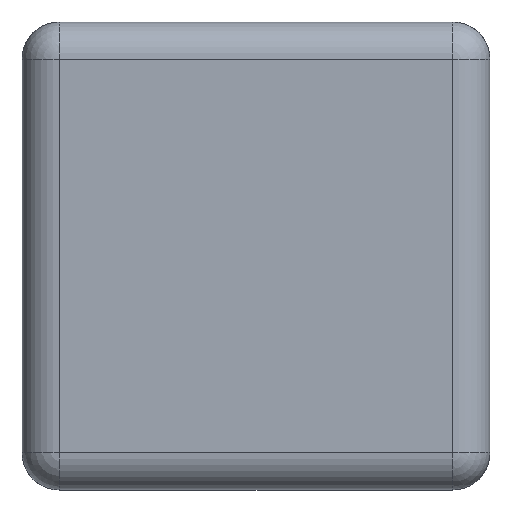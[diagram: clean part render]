
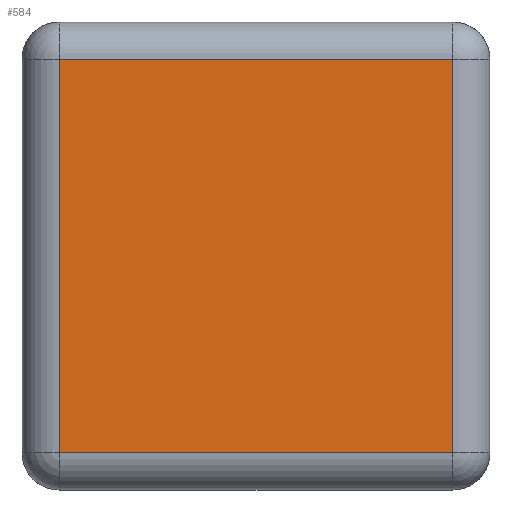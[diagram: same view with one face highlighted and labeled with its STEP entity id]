
A CAD part, left-side view. The second image highlights one B-rep face of the part: STEP entity #584.
In plain terms, the highlighted planar face has unit normal (-1, 0, 0).
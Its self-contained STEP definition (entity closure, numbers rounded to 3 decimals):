
#29 = PLANE ( 'NONE',  #1886 ) ;
#42 = DIRECTION ( 'NONE',  ( 0., 0., -1. ) ) ;
#252 = VERTEX_POINT ( 'NONE', #1885 ) ;
#584 = ADVANCED_FACE ( 'NONE', ( #2073 ), #29, .F. ) ;
#792 = DIRECTION ( 'NONE',  ( 0., -1., 0. ) ) ;
#874 = EDGE_CURVE ( 'NONE', #252, #1122, #1839, .T. ) ;
#900 = EDGE_LOOP ( 'NONE', ( #1415, #3016, #2742, #1557 ) ) ;
#962 = VECTOR ( 'NONE', #2360, 1000. ) ;
#988 = DIRECTION ( 'NONE',  ( 0., 0., 1. ) ) ;
#1076 = CARTESIAN_POINT ( 'NONE',  ( -0.5, 0.52, 0.21 ) ) ;
#1087 = CARTESIAN_POINT ( 'NONE',  ( -0.5, 0.52, 0.21 ) ) ;
#1122 = VERTEX_POINT ( 'NONE', #2031 ) ;
#1160 = CARTESIAN_POINT ( 'NONE',  ( -0.5, 0.06, -0.21 ) ) ;
#1169 = LINE ( 'NONE', #2250, #1647 ) ;
#1196 = VECTOR ( 'NONE', #792, 1000. ) ;
#1303 = CARTESIAN_POINT ( 'NONE',  ( -0.5, 0.52, -0.21 ) ) ;
#1341 = LINE ( 'NONE', #1303, #2903 ) ;
#1415 = ORIENTED_EDGE ( 'NONE', *, *, #1912, .T. ) ;
#1557 = ORIENTED_EDGE ( 'NONE', *, *, #2683, .T. ) ;
#1626 = CARTESIAN_POINT ( 'NONE',  ( -0.5, 0.48, -0.21 ) ) ;
#1647 = VECTOR ( 'NONE', #988, 1000. ) ;
#1839 = LINE ( 'NONE', #1087, #1196 ) ;
#1885 = CARTESIAN_POINT ( 'NONE',  ( -0.5, 0.48, 0.21 ) ) ;
#1886 = AXIS2_PLACEMENT_3D ( 'NONE', #1076, #2311, #42 ) ;
#1912 = EDGE_CURVE ( 'NONE', #2407, #2461, #1341, .T. ) ;
#2031 = CARTESIAN_POINT ( 'NONE',  ( -0.5, 0.06, 0.21 ) ) ;
#2073 = FACE_OUTER_BOUND ( 'NONE', #900, .T. ) ;
#2105 = DIRECTION ( 'NONE',  ( 0., -1., 0. ) ) ;
#2250 = CARTESIAN_POINT ( 'NONE',  ( -0.5, 0.06, 0.21 ) ) ;
#2265 = EDGE_CURVE ( 'NONE', #2461, #1122, #1169, .T. ) ;
#2311 = DIRECTION ( 'NONE',  ( 1., 0., 0. ) ) ;
#2360 = DIRECTION ( 'NONE',  ( 0., 0., -1. ) ) ;
#2407 = VERTEX_POINT ( 'NONE', #2834 ) ;
#2461 = VERTEX_POINT ( 'NONE', #1160 ) ;
#2555 = LINE ( 'NONE', #1626, #962 ) ;
#2683 = EDGE_CURVE ( 'NONE', #252, #2407, #2555, .T. ) ;
#2742 = ORIENTED_EDGE ( 'NONE', *, *, #874, .F. ) ;
#2834 = CARTESIAN_POINT ( 'NONE',  ( -0.5, 0.48, -0.21 ) ) ;
#2903 = VECTOR ( 'NONE', #2105, 1000. ) ;
#3016 = ORIENTED_EDGE ( 'NONE', *, *, #2265, .T. ) ;
